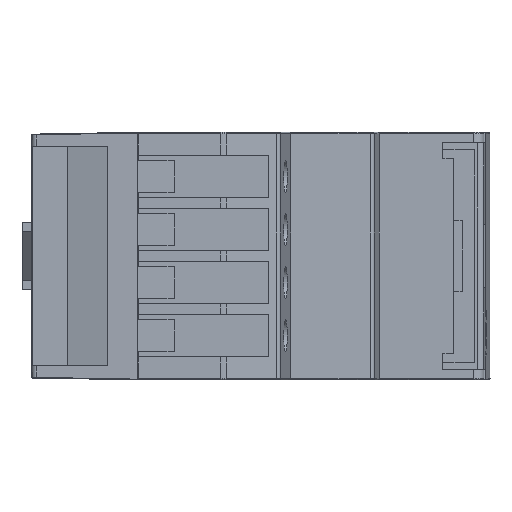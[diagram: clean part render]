
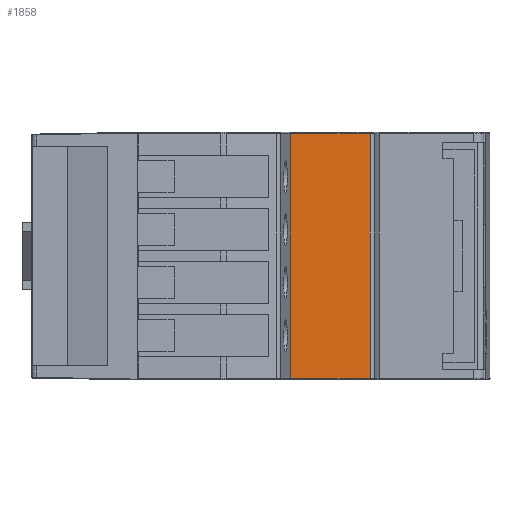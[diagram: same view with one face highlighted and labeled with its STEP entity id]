
A CAD part, front view. The second image highlights one B-rep face of the part: STEP entity #1858.
In plain terms, the highlighted planar face has unit normal (0.043, -0.999, 0).
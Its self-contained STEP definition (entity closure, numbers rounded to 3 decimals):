
#1858=ADVANCED_FACE('',(#5592),#5594,.T.);
#5592=FACE_BOUND('',#5593,.T.);
#5593=EDGE_LOOP('',(#14202,#14203,#14204,#14205));
#5594=PLANE('',#5595);
#5595=AXIS2_PLACEMENT_3D('',#5596,#5597,#5598);
#5596=CARTESIAN_POINT('',(0.,-31.,0.));
#5597=DIRECTION('',(0.043,-0.999,0.));
#5598=DIRECTION('',(0.999,0.043,0.));
#14202=ORIENTED_EDGE('',*,*,#19862,.F.);
#14203=ORIENTED_EDGE('',*,*,#19857,.F.);
#14204=ORIENTED_EDGE('',*,*,#19863,.T.);
#14205=ORIENTED_EDGE('',*,*,#19864,.T.);
#19857=EDGE_CURVE('',#23007,#23005,#23009,.T.);
#19862=EDGE_CURVE('',#23005,#23018,#23019,.T.);
#19863=EDGE_CURVE('',#23007,#23020,#23021,.T.);
#19864=EDGE_CURVE('',#23020,#23018,#23022,.T.);
#23005=VERTEX_POINT('',#28536);
#23007=VERTEX_POINT('',#28540);
#23009=LINE('',#28544,#28545);
#23018=VERTEX_POINT('',#28579);
#23019=LINE('',#28580,#28581);
#23020=VERTEX_POINT('',#28583);
#23021=LINE('',#28584,#28585);
#23022=LINE('',#28587,#28588);
#28536=CARTESIAN_POINT('',(0.,-31.,34.8));
#28540=CARTESIAN_POINT('',(0.,-31.,0.2));
#28544=CARTESIAN_POINT('',(0.,-31.,0.2));
#28545=VECTOR('',#28546,1.);
#28546=DIRECTION('',(0.,0.,1.));
#28579=CARTESIAN_POINT('',(11.224,-30.522,34.8));
#28580=CARTESIAN_POINT('',(0.,-31.,34.8));
#28581=VECTOR('',#28582,1.);
#28582=DIRECTION('',(0.999,0.043,0.));
#28583=CARTESIAN_POINT('',(11.224,-30.522,0.2));
#28584=CARTESIAN_POINT('',(0.,-31.,0.2));
#28585=VECTOR('',#28586,1.);
#28586=DIRECTION('',(0.999,0.043,0.));
#28587=CARTESIAN_POINT('',(11.224,-30.522,0.2));
#28588=VECTOR('',#28589,1.);
#28589=DIRECTION('',(0.,0.,1.));
